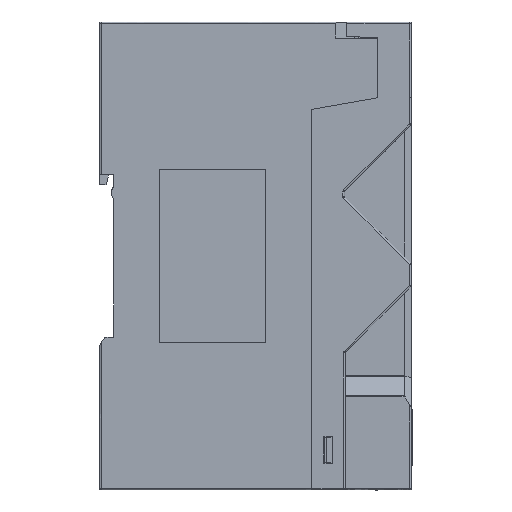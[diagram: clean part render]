
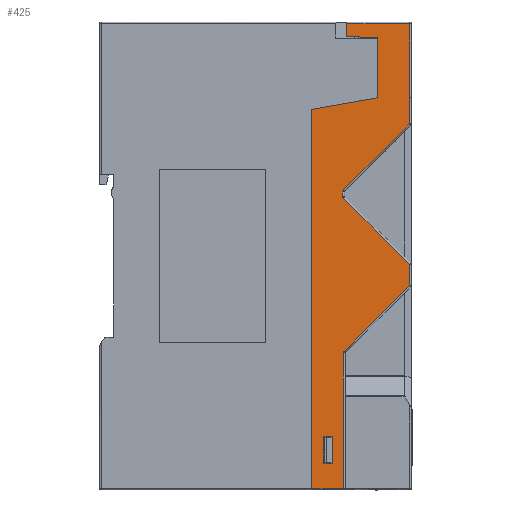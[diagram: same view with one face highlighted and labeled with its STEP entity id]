
A CAD part, left-side view. The second image highlights one B-rep face of the part: STEP entity #425.
In plain terms, the highlighted planar face has unit normal (-1, 0, 0).
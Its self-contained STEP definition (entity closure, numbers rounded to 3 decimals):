
#425=ADVANCED_FACE('',(#2024,#1593),#24821,.T.);
#1593=FACE_BOUND('',#3470,.T.);
#2024=FACE_OUTER_BOUND('',#3469,.T.);
#3469=EDGE_LOOP('',(#6203,#6204,#6205,#6206,#6207,#6208,#6209,#6210,#6211,
#6212,#6213,#6214,#6215,#6216,#6217,#6218,#6219,#6220));
#3470=EDGE_LOOP('',(#6221,#6222,#6223,#6224));
#6203=ORIENTED_EDGE('',*,*,#13961,.T.);
#6204=ORIENTED_EDGE('',*,*,#13614,.F.);
#6205=ORIENTED_EDGE('',*,*,#13962,.F.);
#6206=ORIENTED_EDGE('',*,*,#13572,.F.);
#6207=ORIENTED_EDGE('',*,*,#14031,.T.);
#6208=ORIENTED_EDGE('',*,*,#13963,.T.);
#6209=ORIENTED_EDGE('',*,*,#14036,.T.);
#6210=ORIENTED_EDGE('',*,*,#13964,.T.);
#6211=ORIENTED_EDGE('',*,*,#13958,.F.);
#6212=ORIENTED_EDGE('',*,*,#13965,.T.);
#6213=ORIENTED_EDGE('',*,*,#14003,.T.);
#6214=ORIENTED_EDGE('',*,*,#14102,.T.);
#6215=ORIENTED_EDGE('',*,*,#13889,.F.);
#6216=ORIENTED_EDGE('',*,*,#13971,.T.);
#6217=ORIENTED_EDGE('',*,*,#13974,.T.);
#6218=ORIENTED_EDGE('',*,*,#13966,.T.);
#6219=ORIENTED_EDGE('',*,*,#13977,.T.);
#6220=ORIENTED_EDGE('',*,*,#13981,.T.);
#6221=ORIENTED_EDGE('',*,*,#13969,.T.);
#6222=ORIENTED_EDGE('',*,*,#13967,.T.);
#6223=ORIENTED_EDGE('',*,*,#13968,.T.);
#6224=ORIENTED_EDGE('',*,*,#13923,.F.);
#13572=EDGE_CURVE('',#21878,#21879,#18238,.T.);
#13614=EDGE_CURVE('',#21881,#21910,#18266,.T.);
#13889=EDGE_CURVE('',#22143,#22142,#18475,.T.);
#13923=EDGE_CURVE('',#22152,#22153,#18508,.T.);
#13958=EDGE_CURVE('',#22011,#22164,#18528,.T.);
#13961=EDGE_CURVE('',#22012,#21910,#18530,.T.);
#13962=EDGE_CURVE('',#21879,#21881,#18531,.T.);
#13963=EDGE_CURVE('',#22166,#22167,#18532,.T.);
#13964=EDGE_CURVE('',#22168,#22164,#18533,.T.);
#13965=EDGE_CURVE('',#22011,#22169,#18534,.T.);
#13966=EDGE_CURVE('',#22172,#22173,#18535,.T.);
#13967=EDGE_CURVE('',#22175,#22176,#18536,.T.);
#13968=EDGE_CURVE('',#22176,#22153,#18537,.T.);
#13969=EDGE_CURVE('',#22152,#22175,#18538,.T.);
#13971=EDGE_CURVE('',#22143,#22171,#18539,.T.);
#13974=EDGE_CURVE('',#22171,#22172,#17538,.T.);
#13977=EDGE_CURVE('',#22173,#22174,#17541,.T.);
#13981=EDGE_CURVE('',#22174,#22012,#18542,.T.);
#14003=EDGE_CURVE('',#22169,#22170,#17546,.T.);
#14031=EDGE_CURVE('',#21878,#22166,#18583,.T.);
#14036=EDGE_CURVE('',#22167,#22168,#18588,.T.);
#14102=EDGE_CURVE('',#22170,#22142,#18646,.T.);
#17538=(
BOUNDED_CURVE()
B_SPLINE_CURVE(2,(#34406,#34407,#34408),.UNSPECIFIED.,.F.,.F.)
B_SPLINE_CURVE_WITH_KNOTS((3,3),(-0.471,0.),.UNSPECIFIED.)
CURVE()
GEOMETRIC_REPRESENTATION_ITEM()
RATIONAL_B_SPLINE_CURVE((1.,0.924,1.))
REPRESENTATION_ITEM('')
);
#17541=(
BOUNDED_CURVE()
B_SPLINE_CURVE(2,(#34415,#34416,#34417),.UNSPECIFIED.,.F.,.F.)
B_SPLINE_CURVE_WITH_KNOTS((3,3),(-0.471,0.),.UNSPECIFIED.)
CURVE()
GEOMETRIC_REPRESENTATION_ITEM()
RATIONAL_B_SPLINE_CURVE((1.,0.924,1.))
REPRESENTATION_ITEM('')
);
#17546=(
BOUNDED_CURVE()
B_SPLINE_CURVE(2,(#34493,#34494,#34495),.UNSPECIFIED.,.F.,.F.)
B_SPLINE_CURVE_WITH_KNOTS((3,3),(-0.471,0.),.UNSPECIFIED.)
CURVE()
GEOMETRIC_REPRESENTATION_ITEM()
RATIONAL_B_SPLINE_CURVE((1.,0.924,1.))
REPRESENTATION_ITEM('')
);
#18238=B_SPLINE_CURVE_WITH_KNOTS('',1,(#33191,#33192),.UNSPECIFIED.,.F.,
 .F.,(2,2),(-2.86,0.),.UNSPECIFIED.);
#18266=B_SPLINE_CURVE_WITH_KNOTS('',1,(#33310,#33311),.UNSPECIFIED.,.F.,
 .F.,(2,2),(-16.6,0.),.UNSPECIFIED.);
#18475=B_SPLINE_CURVE_WITH_KNOTS('',1,(#34195,#34196),.UNSPECIFIED.,.F.,
 .F.,(2,2),(0.,4.754),.UNSPECIFIED.);
#18508=B_SPLINE_CURVE_WITH_KNOTS('',1,(#34280,#34281),.UNSPECIFIED.,.F.,
 .F.,(2,2),(0.,6.),.UNSPECIFIED.);
#18528=B_SPLINE_CURVE_WITH_KNOTS('',1,(#34370,#34371),.UNSPECIFIED.,.F.,
 .F.,(2,2),(-7.1,0.),.UNSPECIFIED.);
#18530=B_SPLINE_CURVE_WITH_KNOTS('',1,(#34377,#34378),.UNSPECIFIED.,.F.,
 .F.,(2,2),(-5.877,0.),.UNSPECIFIED.);
#18531=B_SPLINE_CURVE_WITH_KNOTS('',1,(#34379,#34380),.UNSPECIFIED.,.F.,
 .F.,(2,2),(0.,14.1),.UNSPECIFIED.);
#18532=B_SPLINE_CURVE_WITH_KNOTS('',1,(#34381,#34382),.UNSPECIFIED.,.F.,
 .F.,(2,2),(0.,13.5),.UNSPECIFIED.);
#18533=B_SPLINE_CURVE_WITH_KNOTS('',1,(#34383,#34384),.UNSPECIFIED.,.F.,
 .F.,(2,2),(0.,84.983),.UNSPECIFIED.);
#18534=B_SPLINE_CURVE_WITH_KNOTS('',1,(#34385,#34386),.UNSPECIFIED.,.F.,
 .F.,(2,2),(-30.348,0.),.UNSPECIFIED.);
#18535=B_SPLINE_CURVE_WITH_KNOTS('',1,(#34387,#34388),.UNSPECIFIED.,.F.,
 .F.,(2,2),(-1.099,0.),.UNSPECIFIED.);
#18536=B_SPLINE_CURVE_WITH_KNOTS('',1,(#34389,#34390),.UNSPECIFIED.,.F.,
 .F.,(2,2),(-6.,0.),.UNSPECIFIED.);
#18537=B_SPLINE_CURVE_WITH_KNOTS('',1,(#34391,#34392),.UNSPECIFIED.,.F.,
 .F.,(2,2),(0.,2.),.UNSPECIFIED.);
#18538=B_SPLINE_CURVE_WITH_KNOTS('',1,(#34393,#34394),.UNSPECIFIED.,.F.,
 .F.,(2,2),(0.,2.),.UNSPECIFIED.);
#18539=B_SPLINE_CURVE_WITH_KNOTS('',1,(#34398,#34399),.UNSPECIFIED.,.F.,
 .F.,(2,2),(-20.918,0.),.UNSPECIFIED.);
#18542=B_SPLINE_CURVE_WITH_KNOTS('',1,(#34425,#34426),.UNSPECIFIED.,.F.,
 .F.,(2,2),(-20.918,0.),.UNSPECIFIED.);
#18583=B_SPLINE_CURVE_WITH_KNOTS('',1,(#34563,#34564),.UNSPECIFIED.,.F.,
 .F.,(2,2),(-7.004,0.),.UNSPECIFIED.);
#18588=B_SPLINE_CURVE_WITH_KNOTS('',1,(#34573,#34574),.UNSPECIFIED.,.F.,
 .F.,(2,2),(0.,15.071),.UNSPECIFIED.);
#18646=B_SPLINE_CURVE_WITH_KNOTS('',1,(#34842,#34843),.UNSPECIFIED.,.F.,
 .F.,(2,2),(-20.741,0.),.UNSPECIFIED.);
#21878=VERTEX_POINT('',#32077);
#21879=VERTEX_POINT('',#32078);
#21881=VERTEX_POINT('',#32080);
#21910=VERTEX_POINT('',#32109);
#22011=VERTEX_POINT('',#32210);
#22012=VERTEX_POINT('',#32211);
#22142=VERTEX_POINT('',#32341);
#22143=VERTEX_POINT('',#32342);
#22152=VERTEX_POINT('',#32351);
#22153=VERTEX_POINT('',#32352);
#22164=VERTEX_POINT('',#32363);
#22166=VERTEX_POINT('',#32365);
#22167=VERTEX_POINT('',#32366);
#22168=VERTEX_POINT('',#32367);
#22169=VERTEX_POINT('',#32368);
#22170=VERTEX_POINT('',#32369);
#22171=VERTEX_POINT('',#32370);
#22172=VERTEX_POINT('',#32371);
#22173=VERTEX_POINT('',#32372);
#22174=VERTEX_POINT('',#32373);
#22175=VERTEX_POINT('',#32374);
#22176=VERTEX_POINT('',#32375);
#24821=PLANE('',#25965);
#25965=AXIS2_PLACEMENT_3D('',#30709,#27006,$);
#27006=DIRECTION('',(-1.,0.,0.));
#30709=CARTESIAN_POINT('',(-320.903,-96.283,298.678));
#32077=CARTESIAN_POINT('',(-320.903,-106.38,285.338));
#32078=CARTESIAN_POINT('',(-320.903,-106.38,288.198));
#32080=CARTESIAN_POINT('',(-320.903,-120.48,288.198));
#32109=CARTESIAN_POINT('',(-320.903,-120.48,271.598));
#32210=CARTESIAN_POINT('',(-320.903,-105.638,183.998));
#32211=CARTESIAN_POINT('',(-320.903,-120.48,265.721));
#32341=CARTESIAN_POINT('',(-320.903,-120.48,229.436));
#32342=CARTESIAN_POINT('',(-320.903,-120.48,234.19));
#32351=CARTESIAN_POINT('',(-320.903,-101.238,195.598));
#32352=CARTESIAN_POINT('',(-320.903,-101.238,189.598));
#32363=CARTESIAN_POINT('',(-320.903,-98.538,183.998));
#32365=CARTESIAN_POINT('',(-320.903,-113.38,285.098));
#32366=CARTESIAN_POINT('',(-320.903,-113.38,271.598));
#32367=CARTESIAN_POINT('',(-320.903,-98.538,268.98));
#32368=CARTESIAN_POINT('',(-320.903,-105.638,214.346));
#32369=CARTESIAN_POINT('',(-320.903,-105.813,214.77));
#32370=CARTESIAN_POINT('',(-320.903,-105.688,248.982));
#32371=CARTESIAN_POINT('',(-320.903,-105.512,249.406));
#32372=CARTESIAN_POINT('',(-320.903,-105.512,250.505));
#32373=CARTESIAN_POINT('',(-320.903,-105.688,250.929));
#32374=CARTESIAN_POINT('',(-320.903,-103.238,195.598));
#32375=CARTESIAN_POINT('',(-320.903,-103.238,189.598));
#33191=CARTESIAN_POINT('',(-320.903,-106.38,285.338));
#33192=CARTESIAN_POINT('',(-320.903,-106.38,288.198));
#33310=CARTESIAN_POINT('',(-320.903,-120.48,288.198));
#33311=CARTESIAN_POINT('',(-320.903,-120.48,271.598));
#34195=CARTESIAN_POINT('',(-320.903,-120.48,234.19));
#34196=CARTESIAN_POINT('',(-320.903,-120.48,229.436));
#34280=CARTESIAN_POINT('',(-320.903,-101.238,195.598));
#34281=CARTESIAN_POINT('',(-320.903,-101.238,189.598));
#34370=CARTESIAN_POINT('',(-320.903,-105.638,183.998));
#34371=CARTESIAN_POINT('',(-320.903,-98.538,183.998));
#34377=CARTESIAN_POINT('',(-320.903,-120.48,265.721));
#34378=CARTESIAN_POINT('',(-320.903,-120.48,271.598));
#34379=CARTESIAN_POINT('',(-320.903,-106.38,288.198));
#34380=CARTESIAN_POINT('',(-320.903,-120.48,288.198));
#34381=CARTESIAN_POINT('',(-320.903,-113.38,285.098));
#34382=CARTESIAN_POINT('',(-320.903,-113.38,271.598));
#34383=CARTESIAN_POINT('',(-320.903,-98.538,268.98));
#34384=CARTESIAN_POINT('',(-320.903,-98.538,183.998));
#34385=CARTESIAN_POINT('',(-320.903,-105.638,183.998));
#34386=CARTESIAN_POINT('',(-320.903,-105.638,214.346));
#34387=CARTESIAN_POINT('',(-320.903,-105.512,249.406));
#34388=CARTESIAN_POINT('',(-320.903,-105.512,250.505));
#34389=CARTESIAN_POINT('',(-320.903,-103.238,195.598));
#34390=CARTESIAN_POINT('',(-320.903,-103.238,189.598));
#34391=CARTESIAN_POINT('',(-320.903,-103.238,189.598));
#34392=CARTESIAN_POINT('',(-320.903,-101.238,189.598));
#34393=CARTESIAN_POINT('',(-320.903,-101.238,195.598));
#34394=CARTESIAN_POINT('',(-320.903,-103.238,195.598));
#34398=CARTESIAN_POINT('',(-320.903,-120.48,234.19));
#34399=CARTESIAN_POINT('',(-320.903,-105.688,248.982));
#34406=CARTESIAN_POINT('',(-320.903,-105.688,248.982));
#34407=CARTESIAN_POINT('',(-320.903,-105.512,249.158));
#34408=CARTESIAN_POINT('',(-320.903,-105.512,249.406));
#34415=CARTESIAN_POINT('',(-320.903,-105.512,250.505));
#34416=CARTESIAN_POINT('',(-320.903,-105.512,250.753));
#34417=CARTESIAN_POINT('',(-320.903,-105.688,250.929));
#34425=CARTESIAN_POINT('',(-320.903,-105.688,250.929));
#34426=CARTESIAN_POINT('',(-320.903,-120.48,265.721));
#34493=CARTESIAN_POINT('',(-320.903,-105.638,214.346));
#34494=CARTESIAN_POINT('',(-320.903,-105.638,214.594));
#34495=CARTESIAN_POINT('',(-320.903,-105.813,214.77));
#34563=CARTESIAN_POINT('',(-320.903,-106.38,285.338));
#34564=CARTESIAN_POINT('',(-320.903,-113.38,285.098));
#34573=CARTESIAN_POINT('',(-320.903,-113.38,271.598));
#34574=CARTESIAN_POINT('',(-320.903,-98.538,268.98));
#34842=CARTESIAN_POINT('',(-320.903,-105.813,214.77));
#34843=CARTESIAN_POINT('',(-320.903,-120.48,229.436));
